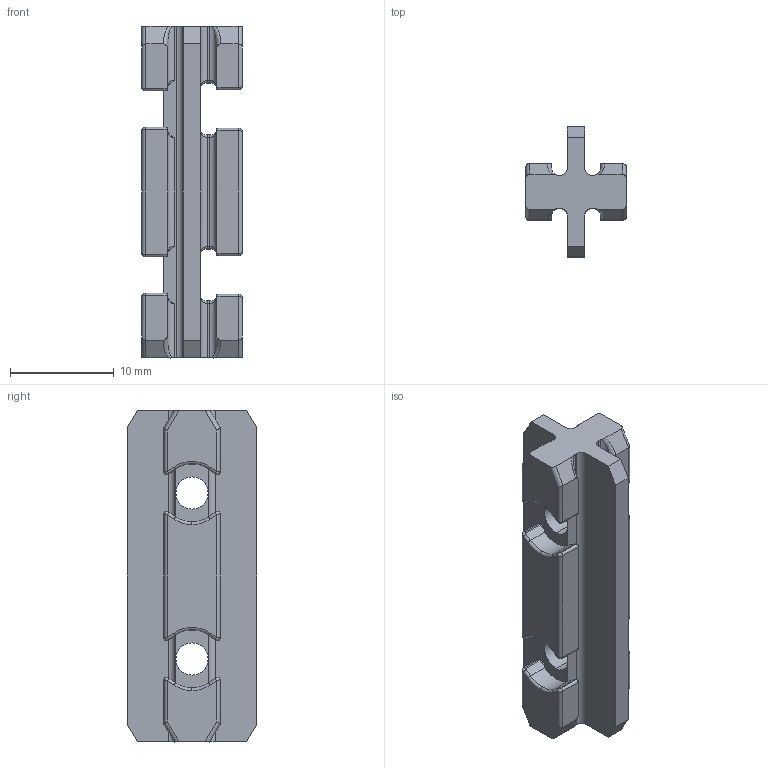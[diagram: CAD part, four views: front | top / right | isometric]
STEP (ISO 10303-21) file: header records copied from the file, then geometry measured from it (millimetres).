
FILE_DESCRIPTION (( 'STEP AP203' ), '1' );
FILE_NAME ('REV-41-1520.STEP', '2017-08-06T05:19:03', ( '' ), ( '' ), 'SwSTEP 2.0', 'SolidWorks 2016', '' );
FILE_SCHEMA (( 'CONFIG_CONTROL_DESIGN' ));
Length unit declared in the file: millimetre
Products named in the file (1): REV-41-1520
Bounding box: 9.7 x 12.5 x 32 mm (x, y, z)
Volume: 1485.7 mm3; surface area: 1704.8 mm2
Topology: 1 solids, 1 shells, 285 faces, 730 edges, 432 vertices
Faces by surface type: cylinder 124, plane 75, bspline 64, torus 22
Entity records: 10077 total; most frequent: CARTESIAN_POINT 3922, ORIENTED_EDGE 1428, DIRECTION 1132, EDGE_CURVE 714, VERTEX_POINT 432, AXIS2_PLACEMENT_3D 408, LINE 316, VECTOR 316
